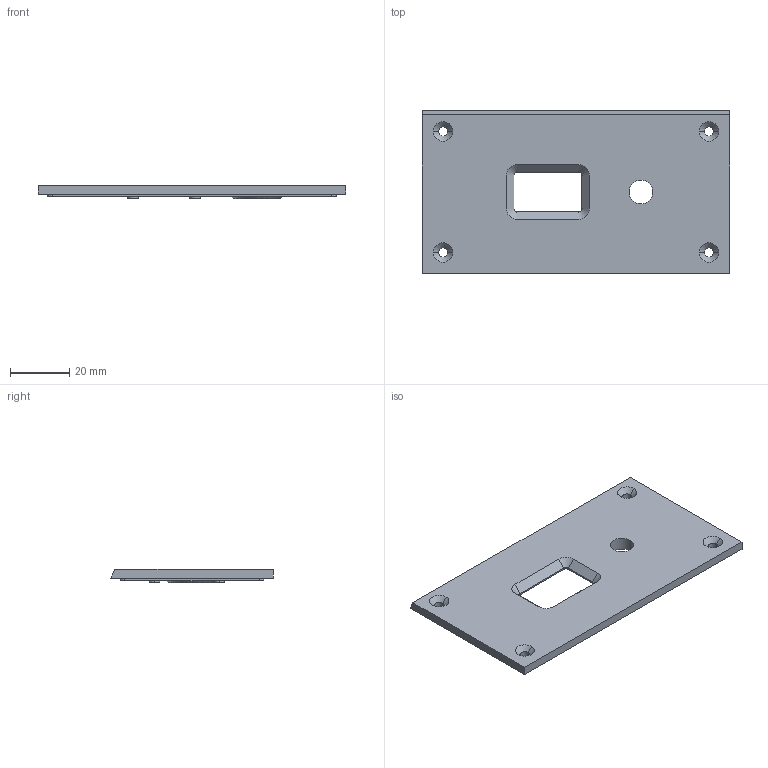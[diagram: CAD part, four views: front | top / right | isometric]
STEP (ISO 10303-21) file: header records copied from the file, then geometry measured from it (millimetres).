
FILE_DESCRIPTION (( 'STEP AP214' ), '1' );
FILE_NAME ('UNIT_front-panel-display-0.96 step .STEP', '2025-10-07T10:10:43', ( '' ), ( '' ), 'SwSTEP 2.0', 'SolidWorks 2020', '' );
FILE_SCHEMA (( 'AUTOMOTIVE_DESIGN' ));
Length unit declared in the file: millimetre
Products named in the file (1): UNIT_front-panel-display-0.96 step  
Bounding box: 104 x 55 x 4.5 mm (x, y, z)
Volume: 16554.7 mm3; surface area: 12531.9 mm2
Topology: 1 solids, 1 shells, 85 faces, 200 edges, 128 vertices
Faces by surface type: cylinder 38, plane 33, cone 14
Entity records: 2516 total; most frequent: DIRECTION 464, CARTESIAN_POINT 414, ORIENTED_EDGE 400, EDGE_CURVE 200, AXIS2_PLACEMENT_3D 178, VERTEX_POINT 128, EDGE_LOOP 108, VECTOR 108
